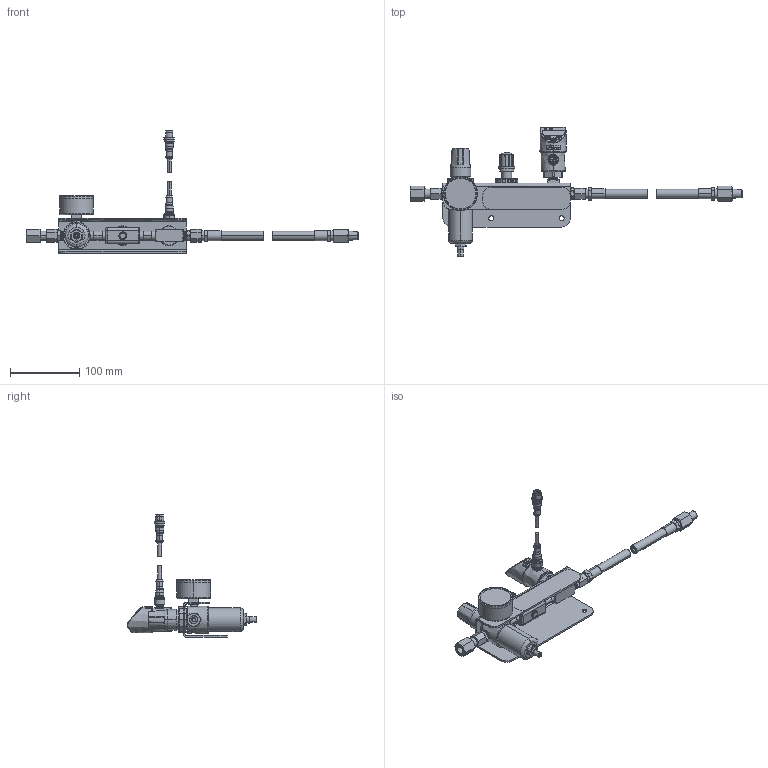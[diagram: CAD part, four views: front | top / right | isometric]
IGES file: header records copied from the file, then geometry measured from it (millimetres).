
Start section:  PTC IGES file: ilcmv45082400.igs
Global section: file name: ilcmv45082400.igs; native system: Creo Parametric by PTC Inc.; preprocessor: 2021164; author: Kroemer; organization: Unknown; date: 20241212.132036; units: millimetre
Bounding box: 479.53 x 187.12 x 177.1 mm (x, y, z)
Surface area: 136381.5 mm2 (no closed solid volume)
Topology: 0 solids, 0 shells, 1872 faces, 10282 edges, 10280 vertices
Faces by surface type: revolution 900, bspline 708, extrusion 264
